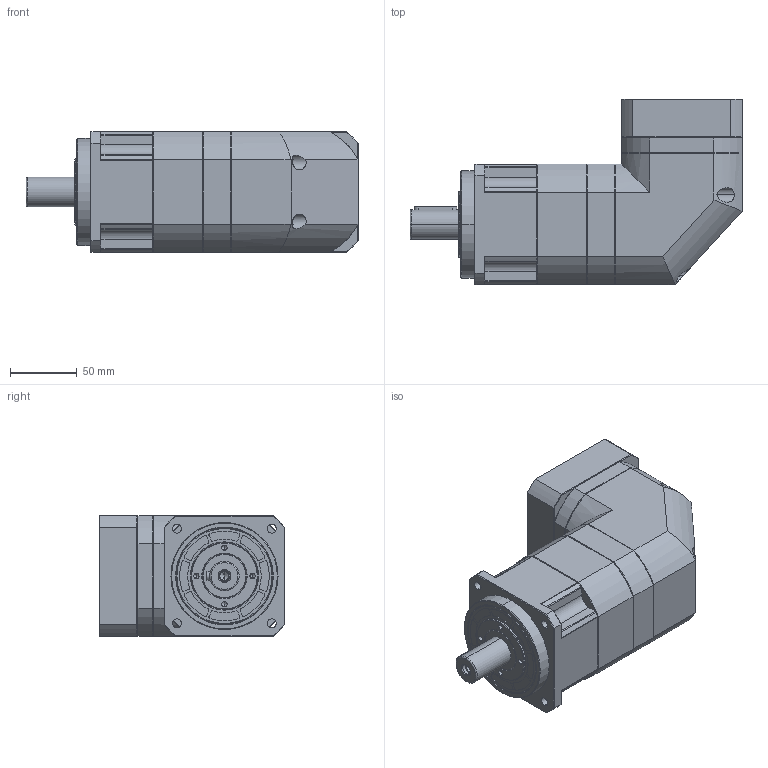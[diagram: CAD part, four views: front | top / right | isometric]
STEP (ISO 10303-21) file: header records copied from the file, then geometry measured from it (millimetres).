
FILE_DESCRIPTION((''),'2;1');
FILE_NAME('TMR090-L2-S2-P2-F-0002_ASM','2024-06-11T13:57:20',('mayn'),(''),'CREO PARAMETRIC BY PTC INC, 2020053','CREO PARAMETRIC BY PTC INC, 2020053','');
FILE_SCHEMA(('CONFIG_CONTROL_DESIGN'));
Length unit declared in the file: millimetre
Products named in the file (20): M900001; HEXAGON_SOCKET_HEAD_CAP_SC-9564; SPRING_LOCK_WASHERS--NORM-19349; HEXAGON_SOCKET_HEAD_CAP_S-19443; __10001; 500; _KB900001_ASM; ABR900002; HEXAGON_SOCKET_HEAD_CAP_S-29369; ABR900001; AKB90_D70-M5-90F900001; HEXAGON_SOCKET_HEAD_CAP_S-19395; SPRING_LOCK_WASHERS--NORMA-9612; HEX_SOCKET_SET_SCREWS_WITH_FLAT; R900001; ABR90190001; 40X50X500; R900002; TMR90L2-70-19-45-M0002_ASM; TMR090-L2-S2-P2-F-0002_ASM
Assembly tree (45 placements, depth 4):
  TMR090-L2-S2-P2-F-0002_ASM
    TMR90L2-70-19-45-M0002_ASM
      M900001
      HEXAGON_SOCKET_HEAD_CAP_SC-9564  x6
      SPRING_LOCK_WASHERS--NORM-19349  x12
      HEXAGON_SOCKET_HEAD_CAP_S-19443  x6
      _KB900001_ASM
        __10001
        500
      ABR900002
      HEXAGON_SOCKET_HEAD_CAP_S-29369
      ABR900001
      AKB90_D70-M5-90F900001
      HEXAGON_SOCKET_HEAD_CAP_S-19395  x3
      SPRING_LOCK_WASHERS--NORMA-9612  x4
      HEX_SOCKET_SET_SCREWS_WITH_FLAT
      R900001
      ABR90190001
      40X50X500
      R900002
Bounding box: 248 x 138.5 x 90 mm (x, y, z)
Volume: 1610375.6 mm3; surface area: 238567.3 mm2
Topology: 43 solids, 43 shells, 1321 faces, 3278 edges, 2070 vertices
Faces by surface type: cylinder 561, plane 526, cone 186, torus 48
Entity records: 28476 total; most frequent: CARTESIAN_POINT 5536, DIRECTION 5175, ORIENTED_EDGE 4480, EDGE_CURVE 2240, AXIS2_PLACEMENT_3D 2110, VERTEX_POINT 1450, CIRCLE 1120, EDGE_LOOP 1034
